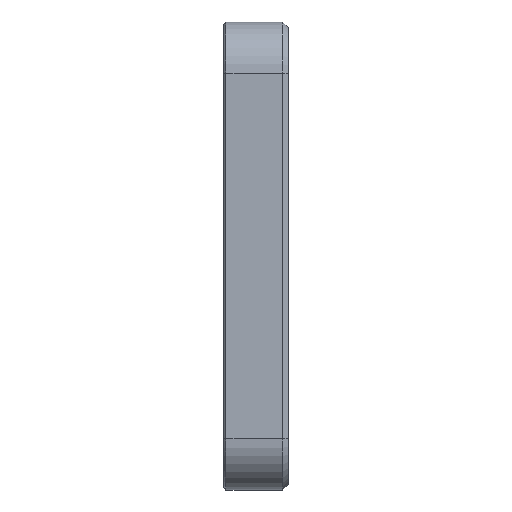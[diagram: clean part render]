
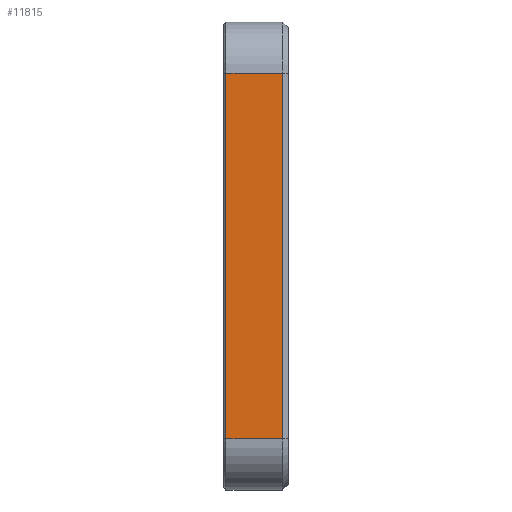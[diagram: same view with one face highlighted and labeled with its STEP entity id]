
A CAD part, left-side view. The second image highlights one B-rep face of the part: STEP entity #11815.
In plain terms, the highlighted planar face has unit normal (-1, 0, 0).
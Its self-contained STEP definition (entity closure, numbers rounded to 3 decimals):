
#327 = DIRECTION ( 'NONE',  ( 0., -1., 0. ) ) ;
#858 = CARTESIAN_POINT ( 'NONE',  ( -65.25, 1., 32.2 ) ) ;
#1158 = CARTESIAN_POINT ( 'NONE',  ( -65.25, 11., -32.2 ) ) ;
#1630 = EDGE_CURVE ( 'NONE', #4783, #1674, #2663, .T. ) ;
#1674 = VERTEX_POINT ( 'NONE', #8138 ) ;
#1789 = EDGE_CURVE ( 'NONE', #10495, #14793, #10052, .T. ) ;
#2120 = EDGE_LOOP ( 'NONE', ( #6615, #14812, #14971, #11420 ) ) ;
#2663 = LINE ( 'NONE', #7813, #9422 ) ;
#2807 = DIRECTION ( 'NONE',  ( -1., 0., 0. ) ) ;
#3334 = CARTESIAN_POINT ( 'NONE',  ( -65.25, 1., 32.2 ) ) ;
#3398 = VECTOR ( 'NONE', #8398, 1000. ) ;
#3407 = CARTESIAN_POINT ( 'NONE',  ( -65.25, 1.2, 32.2 ) ) ;
#3800 = DIRECTION ( 'NONE',  ( 0., 0., -1. ) ) ;
#4377 = PLANE ( 'NONE',  #8266 ) ;
#4783 = VERTEX_POINT ( 'NONE', #1158 ) ;
#5637 = EDGE_CURVE ( 'NONE', #10495, #4783, #9866, .T. ) ;
#6615 = ORIENTED_EDGE ( 'NONE', *, *, #1789, .F. ) ;
#7284 = CARTESIAN_POINT ( 'NONE',  ( -65.25, 11., 32.2 ) ) ;
#7813 = CARTESIAN_POINT ( 'NONE',  ( -65.25, 1.2, -32.2 ) ) ;
#7870 = DIRECTION ( 'NONE',  ( 0., 0., 1. ) ) ;
#8138 = CARTESIAN_POINT ( 'NONE',  ( -65.25, 1., -32.2 ) ) ;
#8266 = AXIS2_PLACEMENT_3D ( 'NONE', #14193, #2807, #7870 ) ;
#8398 = DIRECTION ( 'NONE',  ( 0., 0., 1. ) ) ;
#9422 = VECTOR ( 'NONE', #327, 1000. ) ;
#9866 = LINE ( 'NONE', #7284, #12000 ) ;
#10052 = LINE ( 'NONE', #3407, #12074 ) ;
#10492 = CARTESIAN_POINT ( 'NONE',  ( -65.25, 11., 32.2 ) ) ;
#10495 = VERTEX_POINT ( 'NONE', #10492 ) ;
#11420 = ORIENTED_EDGE ( 'NONE', *, *, #15190, .T. ) ;
#11815 = ADVANCED_FACE ( 'NONE', ( #15759 ), #4377, .T. ) ;
#12000 = VECTOR ( 'NONE', #3800, 1000. ) ;
#12074 = VECTOR ( 'NONE', #14862, 1000. ) ;
#14193 = CARTESIAN_POINT ( 'NONE',  ( -65.25, 1.2, 32.2 ) ) ;
#14550 = LINE ( 'NONE', #3334, #3398 ) ;
#14793 = VERTEX_POINT ( 'NONE', #858 ) ;
#14812 = ORIENTED_EDGE ( 'NONE', *, *, #5637, .T. ) ;
#14862 = DIRECTION ( 'NONE',  ( 0., -1., 0. ) ) ;
#14971 = ORIENTED_EDGE ( 'NONE', *, *, #1630, .T. ) ;
#15190 = EDGE_CURVE ( 'NONE', #1674, #14793, #14550, .T. ) ;
#15759 = FACE_OUTER_BOUND ( 'NONE', #2120, .T. ) ;
